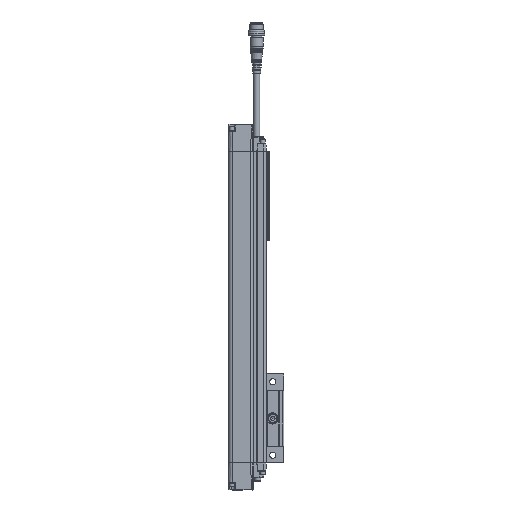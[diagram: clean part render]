
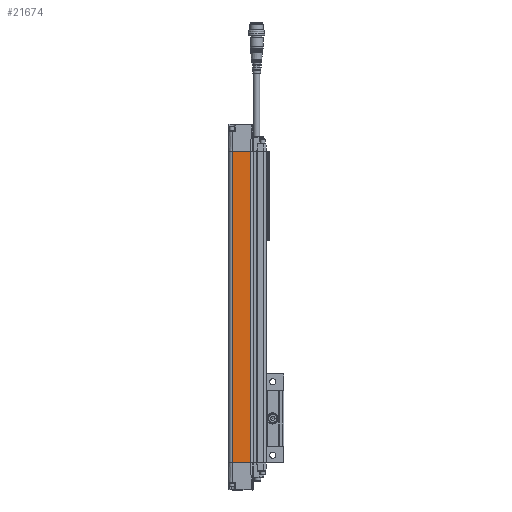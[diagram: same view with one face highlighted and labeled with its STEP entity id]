
A CAD part, left-side view. The second image highlights one B-rep face of the part: STEP entity #21674.
In plain terms, the highlighted planar face has unit normal (-1, 0, 0).
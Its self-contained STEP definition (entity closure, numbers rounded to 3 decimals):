
#2922 = EDGE_CURVE ( 'NONE', #61700, #21826, #63956, .T. ) ;
#3433 = VECTOR ( 'NONE', #57012, 1000. ) ;
#4341 = DIRECTION ( 'NONE',  ( 0., 0., 1. ) ) ;
#10186 = CARTESIAN_POINT ( 'NONE',  ( -14., 30.452, -240. ) ) ;
#10889 = CARTESIAN_POINT ( 'NONE',  ( -14., 30.452, 40. ) ) ;
#12525 = ORIENTED_EDGE ( 'NONE', *, *, #40416, .F. ) ;
#13217 = EDGE_CURVE ( 'NONE', #61700, #36950, #51415, .T. ) ;
#14333 = VERTEX_POINT ( 'NONE', #51232 ) ;
#20328 = FACE_OUTER_BOUND ( 'NONE', #33537, .T. ) ;
#20669 = CARTESIAN_POINT ( 'NONE',  ( -14., 14.25, -240. ) ) ;
#21461 = AXIS2_PLACEMENT_3D ( 'NONE', #46114, #67097, #29970 ) ;
#21674 = ADVANCED_FACE ( 'NONE', ( #20328 ), #46446, .F. ) ;
#21826 = VERTEX_POINT ( 'NONE', #20669 ) ;
#29970 = DIRECTION ( 'NONE',  ( 0., 1., 0. ) ) ;
#32315 = DIRECTION ( 'NONE',  ( 0., -1., 0. ) ) ;
#33537 = EDGE_LOOP ( 'NONE', ( #43516, #55296, #58304, #12525 ) ) ;
#36950 = VERTEX_POINT ( 'NONE', #10889 ) ;
#40416 = EDGE_CURVE ( 'NONE', #14333, #21826, #66666, .T. ) ;
#41925 = VECTOR ( 'NONE', #4341, 1000. ) ;
#43516 = ORIENTED_EDGE ( 'NONE', *, *, #48331, .F. ) ;
#46114 = CARTESIAN_POINT ( 'NONE',  ( -14., 30.452, 40. ) ) ;
#46446 = PLANE ( 'NONE',  #21461 ) ;
#48331 = EDGE_CURVE ( 'NONE', #36950, #14333, #60183, .T. ) ;
#49411 = CARTESIAN_POINT ( 'NONE',  ( -14., -65.922, -240. ) ) ;
#50780 = DIRECTION ( 'NONE',  ( 0., -1., 0. ) ) ;
#50811 = VECTOR ( 'NONE', #50780, 1000. ) ;
#51232 = CARTESIAN_POINT ( 'NONE',  ( -14., 14.25, 40. ) ) ;
#51415 = LINE ( 'NONE', #66896, #41925 ) ;
#55296 = ORIENTED_EDGE ( 'NONE', *, *, #13217, .F. ) ;
#57012 = DIRECTION ( 'NONE',  ( 0., 0., -1. ) ) ;
#58304 = ORIENTED_EDGE ( 'NONE', *, *, #2922, .T. ) ;
#59841 = CARTESIAN_POINT ( 'NONE',  ( -14., -65.922, 40. ) ) ;
#60183 = LINE ( 'NONE', #59841, #50811 ) ;
#61183 = VECTOR ( 'NONE', #32315, 1000. ) ;
#61497 = CARTESIAN_POINT ( 'NONE',  ( -14., 14.25, 40. ) ) ;
#61700 = VERTEX_POINT ( 'NONE', #10186 ) ;
#63956 = LINE ( 'NONE', #49411, #61183 ) ;
#66666 = LINE ( 'NONE', #61497, #3433 ) ;
#66896 = CARTESIAN_POINT ( 'NONE',  ( -14., 30.452, 40. ) ) ;
#67097 = DIRECTION ( 'NONE',  ( 1., 0., 0. ) ) ;
